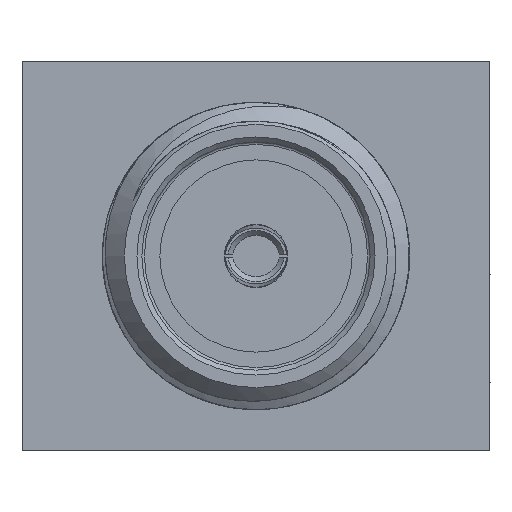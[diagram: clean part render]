
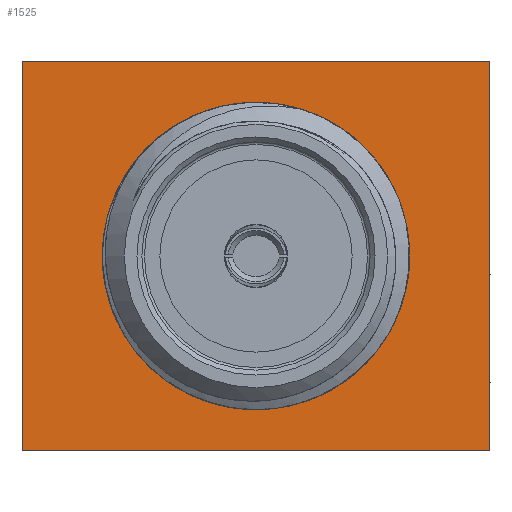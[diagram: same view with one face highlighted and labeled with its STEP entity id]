
A CAD part, left-side view. The second image highlights one B-rep face of the part: STEP entity #1525.
In plain terms, the highlighted planar face has unit normal (-1, 0, 0).
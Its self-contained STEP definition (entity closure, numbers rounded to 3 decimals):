
#164=PLANE('',#1661);
#190=CIRCLE('',#1662,2.68);
#494=ORIENTED_EDGE('',*,*,#772,.T.);
#495=ORIENTED_EDGE('',*,*,#740,.T.);
#496=ORIENTED_EDGE('',*,*,#750,.F.);
#497=ORIENTED_EDGE('',*,*,#759,.T.);
#498=ORIENTED_EDGE('',*,*,#768,.F.);
#740=EDGE_CURVE('',#942,#941,#1091,.T.);
#750=EDGE_CURVE('',#943,#941,#1101,.T.);
#759=EDGE_CURVE('',#943,#951,#1110,.T.);
#768=EDGE_CURVE('',#942,#951,#1119,.T.);
#772=EDGE_CURVE('',#955,#955,#190,.T.);
#941=VERTEX_POINT('',#3813);
#942=VERTEX_POINT('',#3815);
#943=VERTEX_POINT('',#3832);
#951=VERTEX_POINT('',#3850);
#955=VERTEX_POINT('',#3881);
#1091=LINE('',#3814,#1203);
#1101=LINE('',#3833,#1213);
#1110=LINE('',#3851,#1222);
#1119=LINE('',#3868,#1231);
#1203=VECTOR('',#1913,1000.);
#1213=VECTOR('',#1937,1000.);
#1222=VECTOR('',#1948,1000.);
#1231=VECTOR('',#1973,1000.);
#1306=EDGE_LOOP('',(#494));
#1307=EDGE_LOOP('',(#495,#496,#497,#498));
#1407=FACE_BOUND('',#1306,.T.);
#1408=FACE_BOUND('',#1307,.T.);
#1525=ADVANCED_FACE('',(#1407,#1408),#164,.F.);
#1661=AXIS2_PLACEMENT_3D('',#3879,#1988,#1989);
#1662=AXIS2_PLACEMENT_3D('',#3880,#1990,#1991);
#1913=DIRECTION('',(0.,0.,1.));
#1937=DIRECTION('',(0.,-1.,0.));
#1948=DIRECTION('',(0.,0.,-1.));
#1973=DIRECTION('',(0.,1.,0.));
#1988=DIRECTION('',(1.,0.,0.));
#1989=DIRECTION('',(0.,1.,0.));
#1990=DIRECTION('',(1.,0.,0.));
#1991=DIRECTION('',(0.,-1.,0.));
#3813=CARTESIAN_POINT('',(7.874,-4.763,3.962));
#3814=CARTESIAN_POINT('',(7.874,-4.763,-3.962));
#3815=CARTESIAN_POINT('',(7.874,-4.763,-3.962));
#3832=CARTESIAN_POINT('',(7.874,4.763,3.962));
#3833=CARTESIAN_POINT('',(7.874,4.763,3.962));
#3850=CARTESIAN_POINT('',(7.874,4.763,-3.962));
#3851=CARTESIAN_POINT('',(7.874,4.763,3.962));
#3868=CARTESIAN_POINT('',(7.874,-4.763,-3.962));
#3879=CARTESIAN_POINT('',(7.874,0.,0.));
#3880=CARTESIAN_POINT('',(7.874,0.,0.));
#3881=CARTESIAN_POINT('',(7.874,-2.68,0.));
